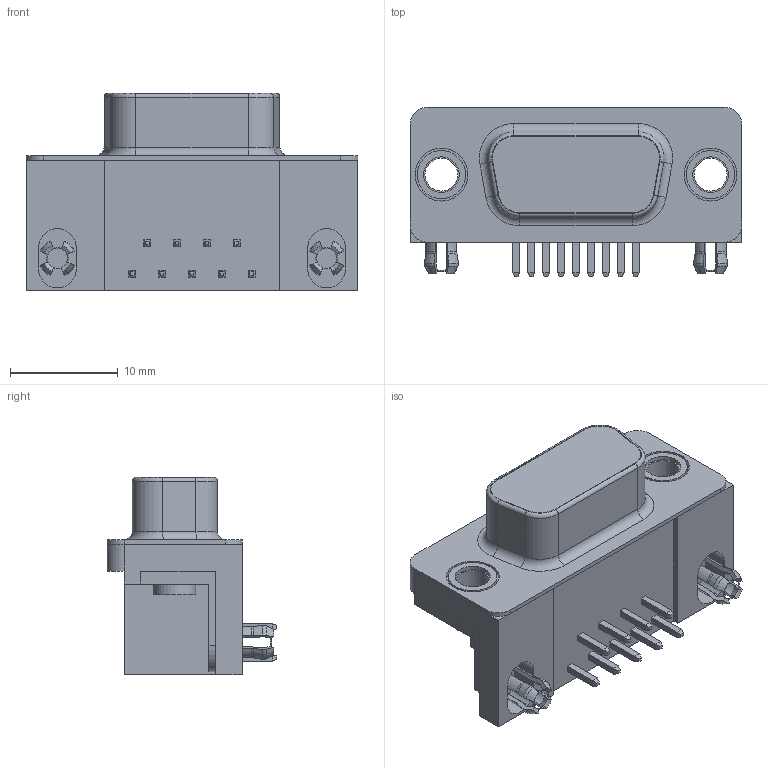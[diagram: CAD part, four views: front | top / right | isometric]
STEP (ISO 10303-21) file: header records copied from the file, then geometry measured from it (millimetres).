
FILE_DESCRIPTION (( 'STEP AP214' ), '1' );
FILE_NAME ('L77SDE09SA4CH.STEP', '2022-08-24T13:03:42', ( '' ), ( '' ), 'SwSTEP 2.0', 'SolidWorks 2017', '' );
FILE_SCHEMA (( 'AUTOMOTIVE_DESIGN' ));
Length unit declared in the file: millimetre
Products named in the file (2): L17HTNBS4R1C_L77SDE09SA4CH; L77SDE09SA4CH
Assembly tree (1 placements, depth 2):
  L77SDE09SA4CH
    L17HTNBS4R1C_L77SDE09SA4CH
Bounding box: 30.81 x 15.75 x 18.3 mm (x, y, z)
Volume: 3847 mm3; surface area: 4123.8 mm2
Topology: 14 solids, 14 shells, 326 faces, 837 edges, 541 vertices
Faces by surface type: plane 184, cylinder 74, torus 40, cone 28
Full cylindrical faces by diameter (mm): 3.05 x2, 3.3 x2, 3.9 x6, 4.5 x2, 4.9 x2
Entity records: 9971 total; most frequent: DIRECTION 1748, CARTESIAN_POINT 1672, ORIENTED_EDGE 1620, EDGE_CURVE 810, AXIS2_PLACEMENT_3D 608, LINE 532, VERTEX_POINT 532, VECTOR 532
